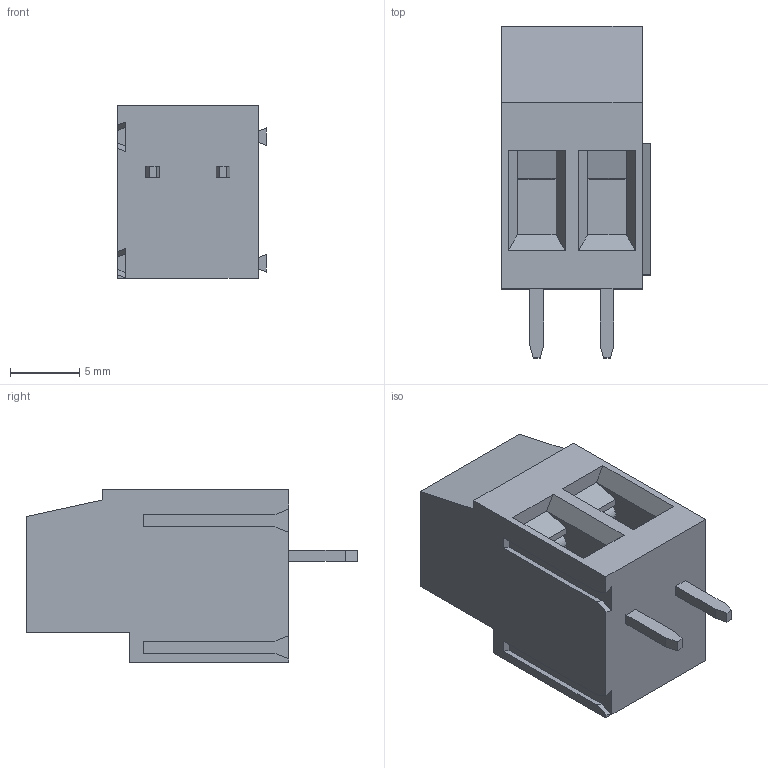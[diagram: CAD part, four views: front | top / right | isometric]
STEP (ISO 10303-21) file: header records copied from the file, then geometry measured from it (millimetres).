
FILE_DESCRIPTION(('STEP AP214'),'1');
FILE_NAME('MVSP252-5.08-V.stp','2014-06-13T09:36:35',(' '),(' '),'Spatial InterOp 3D',' ',' ');
FILE_SCHEMA(('automotive_design'));
Length unit declared in the file: metre
Products named in the file (1): 1
Bounding box: 10.76 x 24 x 12.5 mm (x, y, z)
Volume: 1811.5 mm3; surface area: 1993.5 mm2
Topology: 1 solids, 3 shells, 222 faces, 622 edges, 412 vertices
Faces by surface type: plane 208, cylinder 12, cone 2
Full cylindrical faces by diameter (mm): 2.5 x2, 2.6 x2, 3.8 x2, 4 x2
Entity records: 8713 total; most frequent: CARTESIAN_POINT 1235, ORIENTED_EDGE 1212, DIRECTION 1082, EDGE_CURVE 606, LINE 576, VECTOR 576, VERTEX_POINT 406, AXIS2_PLACEMENT_3D 253
